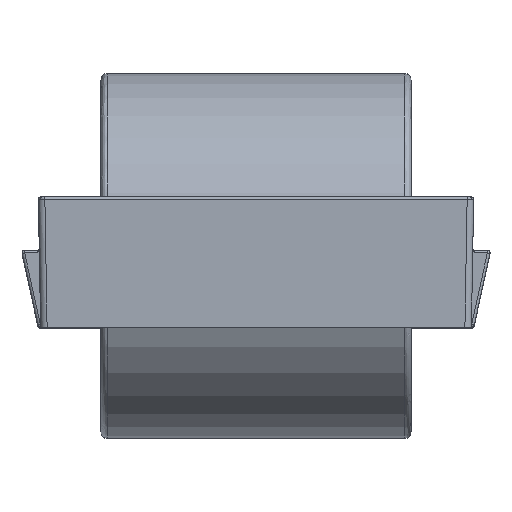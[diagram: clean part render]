
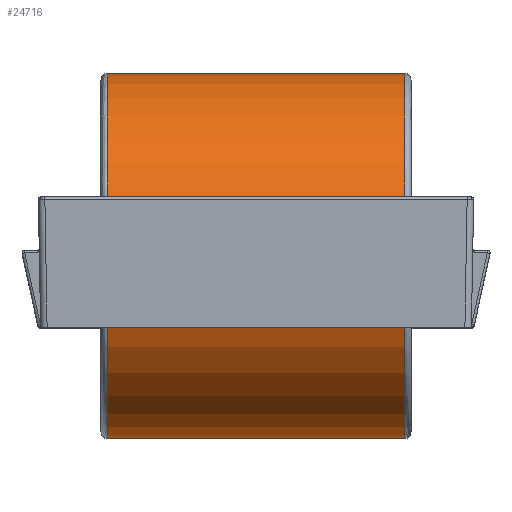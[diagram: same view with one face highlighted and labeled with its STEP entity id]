
A CAD part, top view. The second image highlights one B-rep face of the part: STEP entity #24716.
In plain terms, the highlighted cylindrical face has radius 14 mm (diameter 28 mm), a partial arc.
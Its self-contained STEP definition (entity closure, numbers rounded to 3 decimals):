
#162 = VECTOR ( 'NONE', #22923, 1000. ) ;
#270 = CARTESIAN_POINT ( 'NONE',  ( 11.9, 9.5, 0. ) ) ;
#378 = CYLINDRICAL_SURFACE ( 'NONE', #4505, 14. ) ;
#388 = DIRECTION ( 'NONE',  ( 0., -1., 0. ) ) ;
#1027 = ORIENTED_EDGE ( 'NONE', *, *, #16166, .T. ) ;
#1262 = VERTEX_POINT ( 'NONE', #13293 ) ;
#1767 = CARTESIAN_POINT ( 'NONE',  ( 11.4, -4.5, 14. ) ) ;
#1958 = DIRECTION ( 'NONE',  ( 1., 0., 0. ) ) ;
#2326 = CARTESIAN_POINT ( 'NONE',  ( 11.4, -4.5, 0. ) ) ;
#2862 = CARTESIAN_POINT ( 'NONE',  ( -11.4, -4.5, 14. ) ) ;
#3835 = CARTESIAN_POINT ( 'NONE',  ( 11.4, -18.5, 0. ) ) ;
#3902 = AXIS2_PLACEMENT_3D ( 'NONE', #2326, #4542, #388 ) ;
#4142 = CARTESIAN_POINT ( 'NONE',  ( 11.9, -18.5, 0. ) ) ;
#4226 = CARTESIAN_POINT ( 'NONE',  ( 11.4, -4.5, 0. ) ) ;
#4505 = AXIS2_PLACEMENT_3D ( 'NONE', #12856, #4926, #6993 ) ;
#4542 = DIRECTION ( 'NONE',  ( -1., 0., 0. ) ) ;
#4926 = DIRECTION ( 'NONE',  ( -1., 0., 0. ) ) ;
#5510 = ORIENTED_EDGE ( 'NONE', *, *, #12210, .T. ) ;
#6993 = DIRECTION ( 'NONE',  ( 0., -1., 0. ) ) ;
#7994 = VERTEX_POINT ( 'NONE', #3835 ) ;
#10011 = FACE_OUTER_BOUND ( 'NONE', #21107, .T. ) ;
#10568 = DIRECTION ( 'NONE',  ( -1., 0., 0. ) ) ;
#11509 = VERTEX_POINT ( 'NONE', #12225 ) ;
#11826 = DIRECTION ( 'NONE',  ( 0., -1., 0. ) ) ;
#12079 = ORIENTED_EDGE ( 'NONE', *, *, #21199, .T. ) ;
#12210 = EDGE_CURVE ( 'NONE', #16948, #14870, #16966, .T. ) ;
#12225 = CARTESIAN_POINT ( 'NONE',  ( -11.4, -18.5, 0. ) ) ;
#12828 = CARTESIAN_POINT ( 'NONE',  ( 11.4, 9.5, 0. ) ) ;
#12856 = CARTESIAN_POINT ( 'NONE',  ( 11.9, -4.5, 0. ) ) ;
#13293 = CARTESIAN_POINT ( 'NONE',  ( -11.4, 9.5, 0. ) ) ;
#14164 = EDGE_CURVE ( 'NONE', #25107, #11509, #16887, .T. ) ;
#14735 = DIRECTION ( 'NONE',  ( 0., -1., 0. ) ) ;
#14870 = VERTEX_POINT ( 'NONE', #12828 ) ;
#15780 = VECTOR ( 'NONE', #22816, 1000. ) ;
#16166 = EDGE_CURVE ( 'NONE', #1262, #25107, #18074, .T. ) ;
#16237 = EDGE_CURVE ( 'NONE', #7994, #11509, #17128, .T. ) ;
#16887 = CIRCLE ( 'NONE', #19836, 14. ) ;
#16948 = VERTEX_POINT ( 'NONE', #1767 ) ;
#16966 = CIRCLE ( 'NONE', #18061, 14. ) ;
#17128 = LINE ( 'NONE', #4142, #15780 ) ;
#18061 = AXIS2_PLACEMENT_3D ( 'NONE', #4226, #10568, #14735 ) ;
#18074 = CIRCLE ( 'NONE', #23843, 14. ) ;
#18087 = ORIENTED_EDGE ( 'NONE', *, *, #14164, .T. ) ;
#19153 = ORIENTED_EDGE ( 'NONE', *, *, #16237, .F. ) ;
#19836 = AXIS2_PLACEMENT_3D ( 'NONE', #20078, #1958, #11826 ) ;
#20078 = CARTESIAN_POINT ( 'NONE',  ( -11.4, -4.5, 0. ) ) ;
#20114 = EDGE_CURVE ( 'NONE', #7994, #16948, #23769, .T. ) ;
#20368 = CARTESIAN_POINT ( 'NONE',  ( -11.4, -4.5, 0. ) ) ;
#21107 = EDGE_LOOP ( 'NONE', ( #25866, #5510, #12079, #1027, #18087, #19153 ) ) ;
#21199 = EDGE_CURVE ( 'NONE', #14870, #1262, #25356, .T. ) ;
#22816 = DIRECTION ( 'NONE',  ( -1., 0., 0. ) ) ;
#22923 = DIRECTION ( 'NONE',  ( -1., 0., 0. ) ) ;
#23769 = CIRCLE ( 'NONE', #3902, 14. ) ;
#23843 = AXIS2_PLACEMENT_3D ( 'NONE', #20368, #26700, #24691 ) ;
#24691 = DIRECTION ( 'NONE',  ( 0., -1., 0. ) ) ;
#24716 = ADVANCED_FACE ( 'NONE', ( #10011 ), #378, .T. ) ;
#25107 = VERTEX_POINT ( 'NONE', #2862 ) ;
#25356 = LINE ( 'NONE', #270, #162 ) ;
#25866 = ORIENTED_EDGE ( 'NONE', *, *, #20114, .T. ) ;
#26700 = DIRECTION ( 'NONE',  ( 1., 0., 0. ) ) ;
